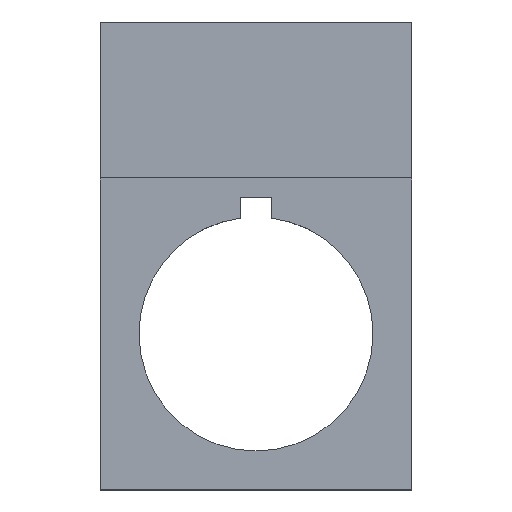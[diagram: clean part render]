
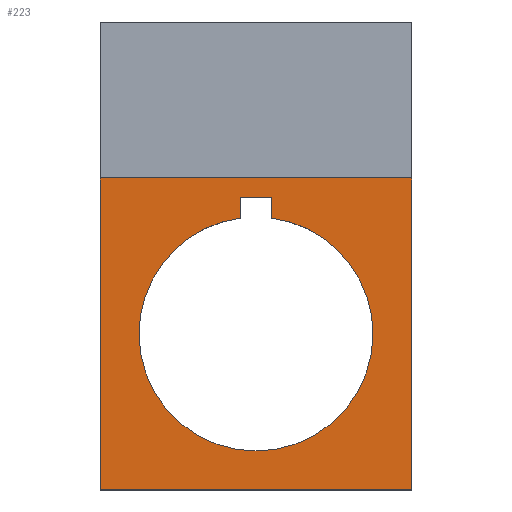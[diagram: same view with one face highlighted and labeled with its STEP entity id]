
A CAD part, top view. The second image highlights one B-rep face of the part: STEP entity #223.
In plain terms, the highlighted planar face has unit normal (0, 0, 1).
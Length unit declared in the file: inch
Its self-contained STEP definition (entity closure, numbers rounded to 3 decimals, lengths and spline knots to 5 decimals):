
#11 = VECTOR ( 'NONE', #376, 39.37008 ) ;
#18 = CARTESIAN_POINT ( 'NONE',  ( -0.59055, -0.59055, 0.01969 ) ) ;
#22 = LINE ( 'NONE', #111, #319 ) ;
#23 = EDGE_CURVE ( 'NONE', #326, #132, #102, .T. ) ;
#26 = VERTEX_POINT ( 'NONE', #339 ) ;
#30 = ORIENTED_EDGE ( 'NONE', *, *, #394, .T. ) ;
#36 = VERTEX_POINT ( 'NONE', #369 ) ;
#44 = ORIENTED_EDGE ( 'NONE', *, *, #464, .T. ) ;
#49 = DIRECTION ( 'NONE',  ( 0., -1., 0. ) ) ;
#57 = ORIENTED_EDGE ( 'NONE', *, *, #23, .T. ) ;
#58 = CARTESIAN_POINT ( 'NONE',  ( -0.05906, 0.43896, 0.01969 ) ) ;
#66 = EDGE_LOOP ( 'NONE', ( #462, #337, #30, #324 ) ) ;
#67 = EDGE_CURVE ( 'NONE', #132, #190, #94, .T. ) ;
#74 = DIRECTION ( 'NONE',  ( 0., 0., -1. ) ) ;
#78 = DIRECTION ( 'NONE',  ( 0., 0., -1. ) ) ;
#80 = VECTOR ( 'NONE', #304, 39.37008 ) ;
#89 = DIRECTION ( 'NONE',  ( 0., 0., -1. ) ) ;
#91 = DIRECTION ( 'NONE',  ( 1., 0., 0. ) ) ;
#94 = CIRCLE ( 'NONE', #172, 0.44291 ) ;
#101 = AXIS2_PLACEMENT_3D ( 'NONE', #192, #74, #444 ) ;
#102 = CIRCLE ( 'NONE', #101, 0.44291 ) ;
#104 = LINE ( 'NONE', #148, #80 ) ;
#105 = AXIS2_PLACEMENT_3D ( 'NONE', #318, #89, #165 ) ;
#108 = VERTEX_POINT ( 'NONE', #439 ) ;
#111 = CARTESIAN_POINT ( 'NONE',  ( 0.05906, 0.43896, 0.01969 ) ) ;
#116 = CARTESIAN_POINT ( 'NONE',  ( -0.05906, 0.5177, 0.01969 ) ) ;
#125 = EDGE_CURVE ( 'NONE', #360, #36, #187, .T. ) ;
#132 = VERTEX_POINT ( 'NONE', #334 ) ;
#148 = CARTESIAN_POINT ( 'NONE',  ( -0.59055, -0.59055, 0.01969 ) ) ;
#149 = AXIS2_PLACEMENT_3D ( 'NONE', #268, #344, #195 ) ;
#153 = CARTESIAN_POINT ( 'NONE',  ( -0.44291, 0., 0.01969 ) ) ;
#165 = DIRECTION ( 'NONE',  ( 1., 0., 0. ) ) ;
#172 = AXIS2_PLACEMENT_3D ( 'NONE', #303, #78, #335 ) ;
#182 = EDGE_CURVE ( 'NONE', #108, #360, #104, .T. ) ;
#187 = LINE ( 'NONE', #232, #194 ) ;
#189 = EDGE_CURVE ( 'NONE', #430, #326, #22, .T. ) ;
#190 = VERTEX_POINT ( 'NONE', #153 ) ;
#191 = EDGE_LOOP ( 'NONE', ( #368, #242, #57, #235, #44, #409 ) ) ;
#192 = CARTESIAN_POINT ( 'NONE',  ( 0., 0., 0.01969 ) ) ;
#194 = VECTOR ( 'NONE', #411, 39.37008 ) ;
#195 = DIRECTION ( 'NONE',  ( 1., 0., 0. ) ) ;
#201 = B_SPLINE_CURVE_WITH_KNOTS ( 'NONE', 3,
 ( #316, #315, #283, #417 ),
 .UNSPECIFIED., .F., .F.,
 ( 4, 4 ),
 ( 0., 1. ),
 .UNSPECIFIED. ) ;
#214 = EDGE_CURVE ( 'NONE', #436, #26, #470, .T. ) ;
#223 = ADVANCED_FACE ( 'NONE', ( #275, #298 ), #239, .T. ) ;
#232 = CARTESIAN_POINT ( 'NONE',  ( -0.59055, 1.1811, 0.01969 ) ) ;
#234 = DIRECTION ( 'NONE',  ( 0., -1., 0. ) ) ;
#235 = ORIENTED_EDGE ( 'NONE', *, *, #67, .T. ) ;
#239 = PLANE ( 'NONE',  #149 ) ;
#242 = ORIENTED_EDGE ( 'NONE', *, *, #189, .T. ) ;
#248 = CARTESIAN_POINT ( 'NONE',  ( 0.05906, 0.5177, 0.01969 ) ) ;
#256 = CIRCLE ( 'NONE', #105, 0.44291 ) ;
#262 = EDGE_CURVE ( 'NONE', #391, #108, #400, .T. ) ;
#268 = CARTESIAN_POINT ( 'NONE',  ( 0., 0.29528, 0.01969 ) ) ;
#275 = FACE_BOUND ( 'NONE', #191, .T. ) ;
#283 = CARTESIAN_POINT ( 'NONE',  ( -0.19685, 0.59055, 0.01969 ) ) ;
#285 = CARTESIAN_POINT ( 'NONE',  ( 0.05906, 0.43896, 0.01969 ) ) ;
#298 = FACE_OUTER_BOUND ( 'NONE', #66, .T. ) ;
#303 = CARTESIAN_POINT ( 'NONE',  ( 0., 0., 0.01969 ) ) ;
#304 = DIRECTION ( 'NONE',  ( -1., 0., 0. ) ) ;
#314 = CARTESIAN_POINT ( 'NONE',  ( 0.05906, 0.5177, 0.01969 ) ) ;
#315 = CARTESIAN_POINT ( 'NONE',  ( 0.19685, 0.59055, 0.01969 ) ) ;
#316 = CARTESIAN_POINT ( 'NONE',  ( 0.59055, 0.59055, 0.01969 ) ) ;
#318 = CARTESIAN_POINT ( 'NONE',  ( 0., 0., 0.01969 ) ) ;
#319 = VECTOR ( 'NONE', #49, 39.37008 ) ;
#324 = ORIENTED_EDGE ( 'NONE', *, *, #125, .F. ) ;
#326 = VERTEX_POINT ( 'NONE', #285 ) ;
#334 = CARTESIAN_POINT ( 'NONE',  ( 0.44291, 0., 0.01969 ) ) ;
#335 = DIRECTION ( 'NONE',  ( 1., 0., 0. ) ) ;
#337 = ORIENTED_EDGE ( 'NONE', *, *, #262, .F. ) ;
#339 = CARTESIAN_POINT ( 'NONE',  ( -0.05906, 0.5177, 0.01969 ) ) ;
#344 = DIRECTION ( 'NONE',  ( 0., 0., 1. ) ) ;
#348 = CARTESIAN_POINT ( 'NONE',  ( 0.59055, 0.59055, 0.01969 ) ) ;
#349 = LINE ( 'NONE', #248, #418 ) ;
#360 = VERTEX_POINT ( 'NONE', #18 ) ;
#368 = ORIENTED_EDGE ( 'NONE', *, *, #402, .T. ) ;
#369 = CARTESIAN_POINT ( 'NONE',  ( -0.59055, 0.59055, 0.01969 ) ) ;
#376 = DIRECTION ( 'NONE',  ( 0., 1., 0. ) ) ;
#391 = VERTEX_POINT ( 'NONE', #348 ) ;
#394 = EDGE_CURVE ( 'NONE', #391, #36, #201, .T. ) ;
#400 = LINE ( 'NONE', #446, #431 ) ;
#402 = EDGE_CURVE ( 'NONE', #26, #430, #349, .T. ) ;
#409 = ORIENTED_EDGE ( 'NONE', *, *, #214, .T. ) ;
#411 = DIRECTION ( 'NONE',  ( 0., 1., 0. ) ) ;
#417 = CARTESIAN_POINT ( 'NONE',  ( -0.59055, 0.59055, 0.01969 ) ) ;
#418 = VECTOR ( 'NONE', #91, 39.37008 ) ;
#430 = VERTEX_POINT ( 'NONE', #314 ) ;
#431 = VECTOR ( 'NONE', #234, 39.37008 ) ;
#436 = VERTEX_POINT ( 'NONE', #58 ) ;
#439 = CARTESIAN_POINT ( 'NONE',  ( 0.59055, -0.59055, 0.01969 ) ) ;
#444 = DIRECTION ( 'NONE',  ( 1., 0., 0. ) ) ;
#446 = CARTESIAN_POINT ( 'NONE',  ( 0.59055, -0.59055, 0.01969 ) ) ;
#462 = ORIENTED_EDGE ( 'NONE', *, *, #182, .F. ) ;
#464 = EDGE_CURVE ( 'NONE', #190, #436, #256, .T. ) ;
#470 = LINE ( 'NONE', #116, #11 ) ;
